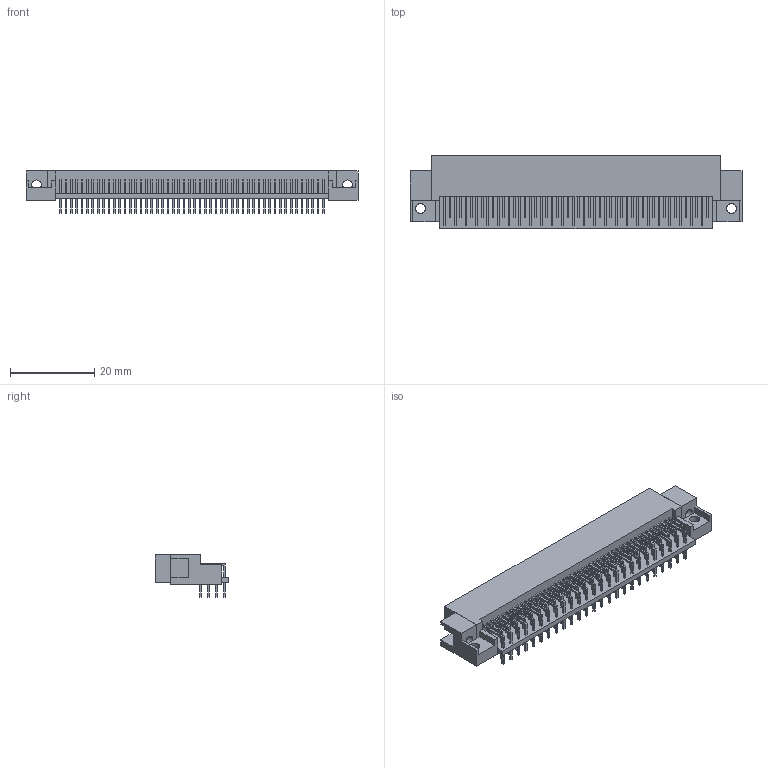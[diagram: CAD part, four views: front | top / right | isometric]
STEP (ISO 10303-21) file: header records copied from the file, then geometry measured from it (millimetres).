
FILE_DESCRIPTION((''),'2;1');
FILE_NAME('3M_P50E-100P1-SR1.stp','2010-05-25T13:45:30',(''),(''),'Mechanical Desktop 2010','Mechanical Desktop 2010',', , ');
FILE_SCHEMA(('AUTOMOTIVE_DESIGN { 1 2 10303 214 1 1 1 1 }'));
Length unit declared in the file: millimetre
Products named in the file (1): Product
Bounding box: 78.64 x 17.4 x 10.01 mm (x, y, z)
Volume: 4038 mm3; surface area: 8165.2 mm2
Topology: 216 solids, 216 shells, 1576 faces, 3426 edges, 2282 vertices
Faces by surface type: plane 924, bspline 648, cylinder 4
Entity records: 41947 total; most frequent: CARTESIAN_POINT 9285, ORIENTED_EDGE 6852, DIRECTION 5304, EDGE_CURVE 3426, VECTOR 3406, LINE 3406, VERTEX_POINT 2282, EDGE_LOOP 1584
